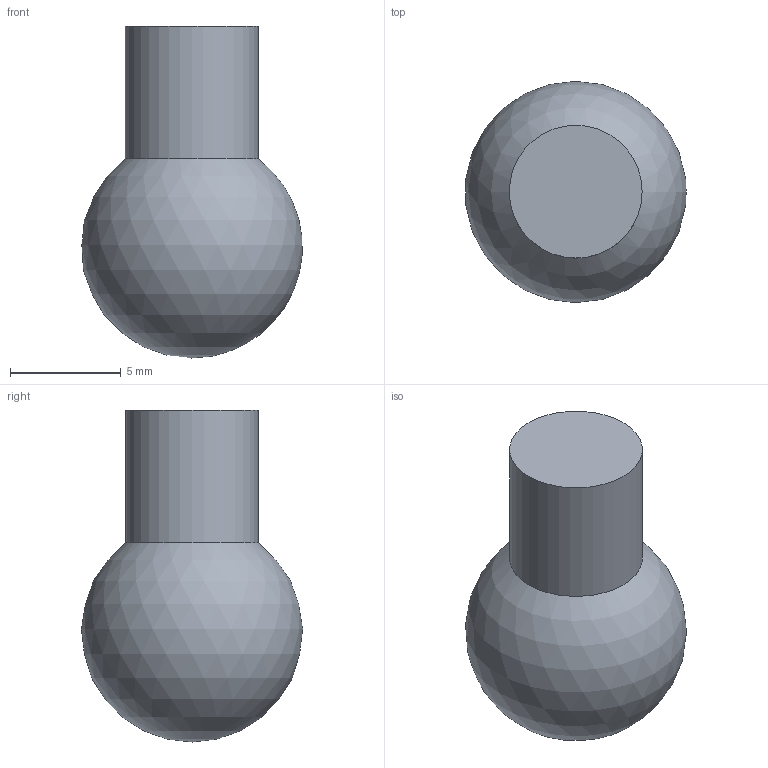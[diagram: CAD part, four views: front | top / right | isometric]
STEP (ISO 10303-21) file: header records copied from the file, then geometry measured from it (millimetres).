
FILE_DESCRIPTION(('FreeCAD Model'),'2;1');
FILE_NAME('Open CASCADE Shape Model','2025-11-02T21:48:33',('FreeCAD'),( 'FreeCAD'),'Open CASCADE STEP processor 7.8','FreeCAD','Unknown');
FILE_SCHEMA(('AUTOMOTIVE_DESIGN { 1 0 10303 214 1 1 1 1 }'));
Length unit declared in the file: millimetre
Products named in the file (1): Open CASCADE STEP translator 7.8 1
Bounding box: 9.95 x 10 x 15 mm (x, y, z)
Volume: 678.6 mm3; surface area: 424.1 mm2
Topology: 1 solids, 1 shells, 3 faces, 5 edges, 3 vertices
Faces by surface type: sphere 1, cylinder 1, plane 1
Full cylindrical faces by diameter (mm): 6 x1
Entity records: 79 total; most frequent: DIRECTION 15, CARTESIAN_POINT 11, ORIENTED_EDGE 8, AXIS2_PLACEMENT_3D 7, EDGE_CURVE 4, ADVANCED_FACE 3, FACE_BOUND 3, EDGE_LOOP 3
